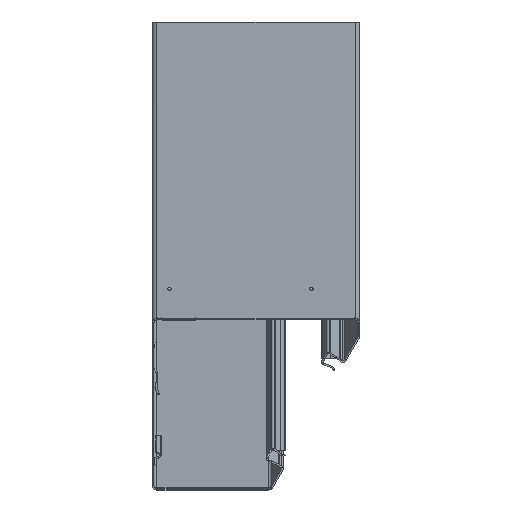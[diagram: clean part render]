
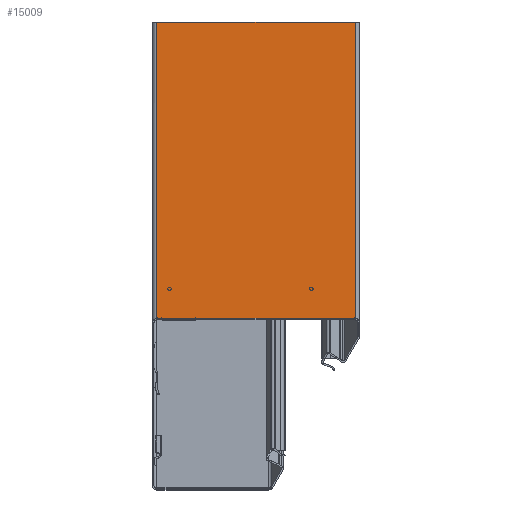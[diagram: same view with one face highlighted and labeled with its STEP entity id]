
A CAD part, left-side view. The second image highlights one B-rep face of the part: STEP entity #15009.
In plain terms, the highlighted planar face has unit normal (-1, 0, 0).
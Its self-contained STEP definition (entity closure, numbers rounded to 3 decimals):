
#16 = LINE ( 'NONE', #14927, #24830 ) ;
#184 = EDGE_CURVE ( 'NONE', #3930, #15238, #16770, .T. ) ;
#534 = ORIENTED_EDGE ( 'NONE', *, *, #14508, .T. ) ;
#980 = CARTESIAN_POINT ( 'NONE',  ( 130.701, 50.35, 408.314 ) ) ;
#986 = DIRECTION ( 'NONE',  ( 0., -1., 0. ) ) ;
#1018 = DIRECTION ( 'NONE',  ( 0., 0., -1. ) ) ;
#1211 = VECTOR ( 'NONE', #24299, 1000. ) ;
#1588 = ORIENTED_EDGE ( 'NONE', *, *, #23881, .F. ) ;
#2127 = EDGE_LOOP ( 'NONE', ( #23856, #19658, #5772, #21671, #534, #19798, #1588, #21223 ) ) ;
#2168 = VECTOR ( 'NONE', #22100, 1000. ) ;
#2183 = EDGE_CURVE ( 'NONE', #25885, #3930, #18189, .T. ) ;
#2688 = VECTOR ( 'NONE', #986, 1000. ) ;
#3200 = CARTESIAN_POINT ( 'NONE',  ( 130.701, 71.6, 408.314 ) ) ;
#3890 = EDGE_CURVE ( 'NONE', #20789, #24925, #8083, .T. ) ;
#3930 = VERTEX_POINT ( 'NONE', #9387 ) ;
#4896 = DIRECTION ( 'NONE',  ( 0., 0., 1. ) ) ;
#5772 = ORIENTED_EDGE ( 'NONE', *, *, #3890, .T. ) ;
#5780 = LINE ( 'NONE', #13503, #20543 ) ;
#5976 = AXIS2_PLACEMENT_3D ( 'NONE', #6571, #6660, #20688 ) ;
#6571 = CARTESIAN_POINT ( 'NONE',  ( 130.701, 75., 598.3 ) ) ;
#6660 = DIRECTION ( 'NONE',  ( -1., 0., 0. ) ) ;
#6889 = CARTESIAN_POINT ( 'NONE',  ( 130.701, 71.6, 407.114 ) ) ;
#7147 = VERTEX_POINT ( 'NONE', #980 ) ;
#7252 = DIRECTION ( 'NONE',  ( 0., 0., -1. ) ) ;
#7347 = VERTEX_POINT ( 'NONE', #20727 ) ;
#7407 = LINE ( 'NONE', #17161, #2688 ) ;
#8081 = CARTESIAN_POINT ( 'NONE',  ( 130.701, 75., 598.3 ) ) ;
#8083 = LINE ( 'NONE', #3200, #13414 ) ;
#8802 = CARTESIAN_POINT ( 'NONE',  ( 130.701, 50.35, 407.114 ) ) ;
#9174 = FACE_OUTER_BOUND ( 'NONE', #2127, .T. ) ;
#9387 = CARTESIAN_POINT ( 'NONE',  ( 130.701, 75., 598.3 ) ) ;
#10339 = CARTESIAN_POINT ( 'NONE',  ( 130.701, 75., 408.314 ) ) ;
#11532 = DIRECTION ( 'NONE',  ( 0., 0., -1. ) ) ;
#13374 = CARTESIAN_POINT ( 'NONE',  ( 130.701, 71.6, 408.314 ) ) ;
#13414 = VECTOR ( 'NONE', #7252, 1000. ) ;
#13503 = CARTESIAN_POINT ( 'NONE',  ( 130.701, -52., 598.3 ) ) ;
#14076 = EDGE_CURVE ( 'NONE', #24925, #25424, #24852, .T. ) ;
#14508 = EDGE_CURVE ( 'NONE', #25424, #7147, #16, .T. ) ;
#14723 = LINE ( 'NONE', #10339, #1211 ) ;
#14832 = VECTOR ( 'NONE', #18903, 1000. ) ;
#14927 = CARTESIAN_POINT ( 'NONE',  ( 130.701, 50.35, 408.314 ) ) ;
#15009 = ADVANCED_FACE ( 'NONE', ( #9174 ), #18667, .T. ) ;
#15238 = VERTEX_POINT ( 'NONE', #21625 ) ;
#16128 = VECTOR ( 'NONE', #1018, 1000. ) ;
#16589 = EDGE_CURVE ( 'NONE', #7147, #7347, #14723, .T. ) ;
#16770 = LINE ( 'NONE', #21045, #16128 ) ;
#17161 = CARTESIAN_POINT ( 'NONE',  ( 130.701, 75., 408.314 ) ) ;
#17394 = CARTESIAN_POINT ( 'NONE',  ( 130.701, 71.6, 407.114 ) ) ;
#18189 = LINE ( 'NONE', #8081, #2168 ) ;
#18667 = PLANE ( 'NONE',  #5976 ) ;
#18903 = DIRECTION ( 'NONE',  ( 0., -1., 0. ) ) ;
#19658 = ORIENTED_EDGE ( 'NONE', *, *, #21991, .T. ) ;
#19798 = ORIENTED_EDGE ( 'NONE', *, *, #16589, .T. ) ;
#20543 = VECTOR ( 'NONE', #11532, 1000. ) ;
#20688 = DIRECTION ( 'NONE',  ( 0., 0., -1. ) ) ;
#20727 = CARTESIAN_POINT ( 'NONE',  ( 130.701, -52., 408.314 ) ) ;
#20789 = VERTEX_POINT ( 'NONE', #13374 ) ;
#21045 = CARTESIAN_POINT ( 'NONE',  ( 130.701, 75., 598.3 ) ) ;
#21223 = ORIENTED_EDGE ( 'NONE', *, *, #2183, .T. ) ;
#21625 = CARTESIAN_POINT ( 'NONE',  ( 130.701, 75., 408.314 ) ) ;
#21671 = ORIENTED_EDGE ( 'NONE', *, *, #14076, .T. ) ;
#21991 = EDGE_CURVE ( 'NONE', #15238, #20789, #7407, .T. ) ;
#22100 = DIRECTION ( 'NONE',  ( 0., 1., 0. ) ) ;
#22667 = CARTESIAN_POINT ( 'NONE',  ( 130.701, -52., 598.3 ) ) ;
#23856 = ORIENTED_EDGE ( 'NONE', *, *, #184, .T. ) ;
#23881 = EDGE_CURVE ( 'NONE', #25885, #7347, #5780, .T. ) ;
#24299 = DIRECTION ( 'NONE',  ( 0., -1., 0. ) ) ;
#24830 = VECTOR ( 'NONE', #4896, 1000. ) ;
#24852 = LINE ( 'NONE', #6889, #14832 ) ;
#24925 = VERTEX_POINT ( 'NONE', #17394 ) ;
#25424 = VERTEX_POINT ( 'NONE', #8802 ) ;
#25885 = VERTEX_POINT ( 'NONE', #22667 ) ;
